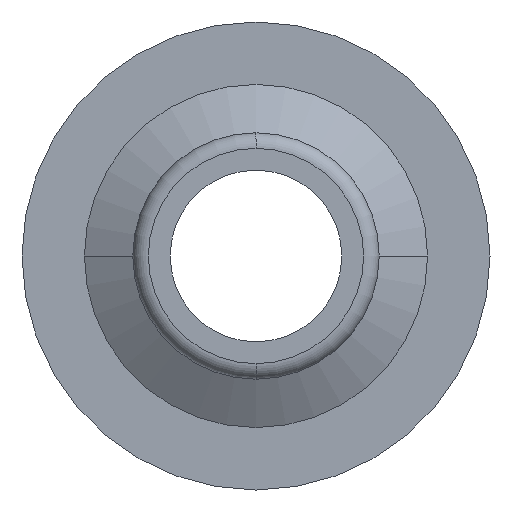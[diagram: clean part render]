
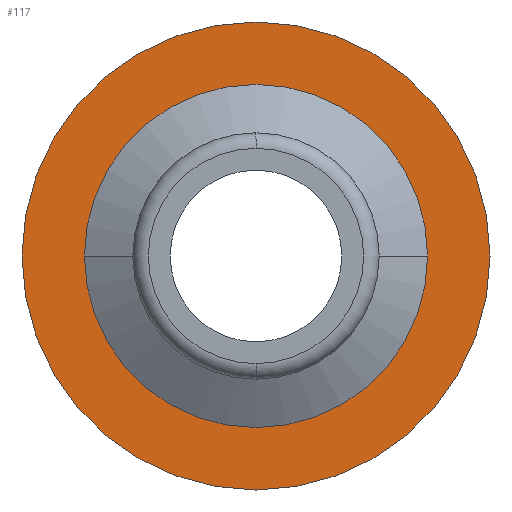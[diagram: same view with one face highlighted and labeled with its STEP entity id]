
A CAD part, front view. The second image highlights one B-rep face of the part: STEP entity #117.
In plain terms, the highlighted planar face has unit normal (0, -1, 0).
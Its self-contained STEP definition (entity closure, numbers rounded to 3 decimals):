
#117=ADVANCED_FACE('',(#269,#270),#271,.T.);
#269=FACE_OUTER_BOUND('',#458,.T.);
#270=FACE_BOUND('',#459,.T.);
#271=PLANE('',#460);
#458=EDGE_LOOP('',(#736,#737));
#459=EDGE_LOOP('',(#738,#739));
#460=AXIS2_PLACEMENT_3D('',#740,#741,#742);
#736=ORIENTED_EDGE('',*,*,#1146,.T.);
#737=ORIENTED_EDGE('',*,*,#1147,.T.);
#738=ORIENTED_EDGE('',*,*,#1144,.F.);
#739=ORIENTED_EDGE('',*,*,#1148,.F.);
#740=CARTESIAN_POINT('',(0.0,22.0,0.0));
#741=DIRECTION('',(0.0,-1.0,0.0));
#742=DIRECTION('',(-1.0,0.0,0.0));
#1144=EDGE_CURVE('',#1379,#1377,#1381,.T.);
#1146=EDGE_CURVE('',#1383,#1384,#1385,.T.);
#1147=EDGE_CURVE('',#1384,#1383,#1386,.T.);
#1148=EDGE_CURVE('',#1377,#1379,#1387,.T.);
#1377=VERTEX_POINT('',#1658);
#1379=VERTEX_POINT('',#1661);
#1381=CIRCLE('',#1664,5.5);
#1383=VERTEX_POINT('',#1666);
#1384=VERTEX_POINT('',#1667);
#1385=CIRCLE('',#1668,7.5);
#1386=CIRCLE('',#1669,7.5);
#1387=CIRCLE('',#1670,5.5);
#1658=CARTESIAN_POINT('',(5.5,22.0,0.));
#1661=CARTESIAN_POINT('',(-5.5,22.0,0.));
#1664=AXIS2_PLACEMENT_3D('',#1951,#1952,#1953);
#1666=CARTESIAN_POINT('',(7.5,22.0,0.0));
#1667=CARTESIAN_POINT('',(-7.5,22.0,0.));
#1668=AXIS2_PLACEMENT_3D('',#1954,#1955,#1956);
#1669=AXIS2_PLACEMENT_3D('',#1957,#1958,#1959);
#1670=AXIS2_PLACEMENT_3D('',#1960,#1961,#1962);
#1951=CARTESIAN_POINT('',(0.0,22.0,0.0));
#1952=DIRECTION('',(0.0,-1.0,0.0));
#1953=DIRECTION('',(1.0,0.0,0.0));
#1954=CARTESIAN_POINT('',(0.0,22.0,0.0));
#1955=DIRECTION('',(0.0,-1.0,0.0));
#1956=DIRECTION('',(1.0,0.0,0.0));
#1957=CARTESIAN_POINT('',(0.0,22.0,0.0));
#1958=DIRECTION('',(0.0,-1.0,0.0));
#1959=DIRECTION('',(1.0,0.0,0.0));
#1960=CARTESIAN_POINT('',(0.0,22.0,0.0));
#1961=DIRECTION('',(0.0,-1.0,0.0));
#1962=DIRECTION('',(1.0,0.0,0.0));
